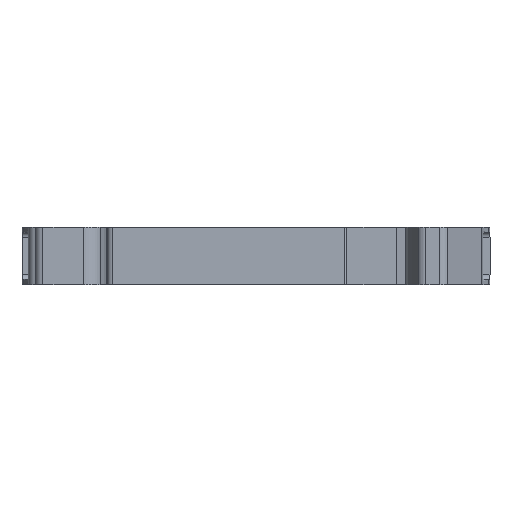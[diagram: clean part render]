
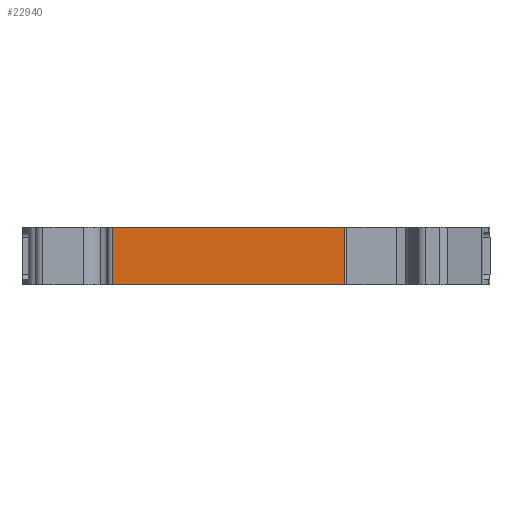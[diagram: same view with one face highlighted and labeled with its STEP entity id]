
A CAD part, front view. The second image highlights one B-rep face of the part: STEP entity #22940.
In plain terms, the highlighted planar face has unit normal (0, -1, 0).
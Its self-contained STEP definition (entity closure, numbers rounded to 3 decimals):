
#416=DIRECTION('',(1.,0.,0.));
#417=VECTOR('',#416,25.253);
#418=CARTESIAN_POINT('',(-15.803,0.,0.));
#419=LINE('',#418,#417);
#968=DIRECTION('',(1.,0.,0.));
#969=VECTOR('',#968,25.253);
#970=CARTESIAN_POINT('',(-15.803,0.,-6.2));
#971=LINE('',#970,#969);
#7787=DIRECTION('',(0.,0.,-1.));
#7788=VECTOR('',#7787,6.2);
#7789=CARTESIAN_POINT('',(9.45,0.,0.));
#7790=LINE('',#7789,#7788);
#7791=DIRECTION('',(0.,0.,-1.));
#7792=VECTOR('',#7791,6.2);
#7793=CARTESIAN_POINT('',(-15.803,0.,0.));
#7794=LINE('',#7793,#7792);
#8129=CARTESIAN_POINT('',(-15.803,0.,0.));
#8130=VERTEX_POINT('',#8129);
#8131=CARTESIAN_POINT('',(9.45,0.,0.));
#8132=VERTEX_POINT('',#8131);
#8345=CARTESIAN_POINT('',(-15.803,0.,-6.2));
#8346=VERTEX_POINT('',#8345);
#8347=CARTESIAN_POINT('',(9.45,0.,-6.2));
#8348=VERTEX_POINT('',#8347);
#22928=CARTESIAN_POINT('',(-15.803,0.,0.));
#22929=DIRECTION('',(0.,-1.,0.));
#22930=DIRECTION('',(1.,0.,0.));
#22931=AXIS2_PLACEMENT_3D('',#22928,#22929,#22930);
#22932=PLANE('',#22931);
#22933=ORIENTED_EDGE('',*,*,#10167,.T.);
#22934=ORIENTED_EDGE('',*,*,#22923,.T.);
#22935=ORIENTED_EDGE('',*,*,#10527,.F.);
#22937=ORIENTED_EDGE('',*,*,#22936,.F.);
#22938=EDGE_LOOP('',(#22933,#22934,#22935,#22937));
#22939=FACE_OUTER_BOUND('',#22938,.F.);
#22940=ADVANCED_FACE('',(#22939),#22932,.T.);
#10167=EDGE_CURVE('',#8130,#8132,#419,.T.);
#10527=EDGE_CURVE('',#8346,#8348,#971,.T.);
#22923=EDGE_CURVE('',#8132,#8348,#7790,.T.);
#22936=EDGE_CURVE('',#8130,#8346,#7794,.T.);
